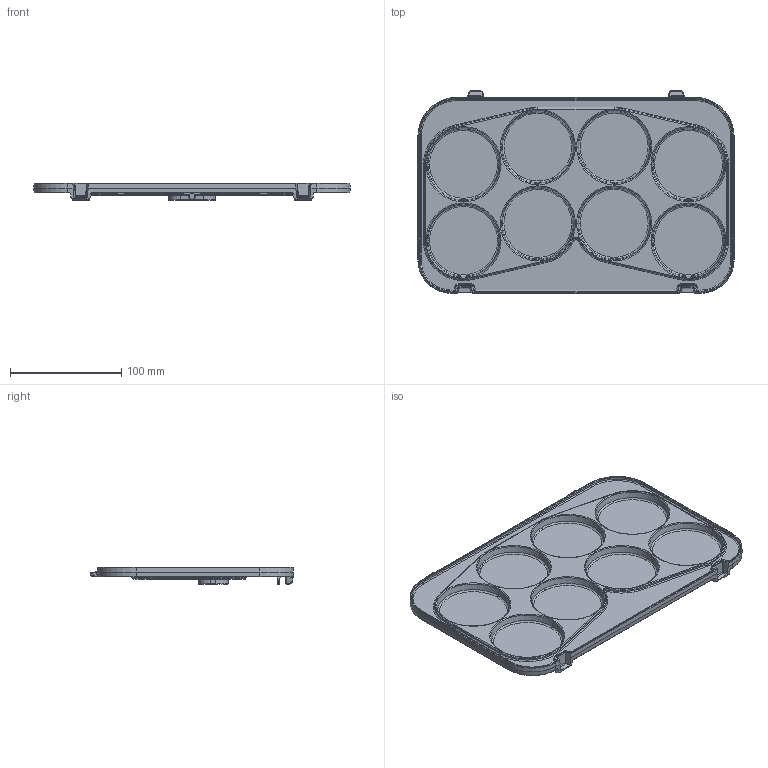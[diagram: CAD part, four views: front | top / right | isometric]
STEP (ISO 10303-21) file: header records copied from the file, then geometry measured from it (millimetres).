
FILE_DESCRIPTION((''),'2;1');
FILE_NAME('C266-25A-BAKEMEAT_UPPERPLATE','2019-04-26T',('tkl'),(''),'PRO/ENGINEER BY PARAMETRIC TECHNOLOGY CORPORATION, 2009440','PRO/ENGINEER BY PARAMETRIC TECHNOLOGY CORPORATION, 2009440','');
FILE_SCHEMA(('AUTOMOTIVE_DESIGN_CC2 { 1 2 10303 214 -1 1 5 2 }'));
Products named in the file (1): C266-25A-BAKEMEAT_UPPERPLATE
Bounding box: 284 x 181.93 x 16.1 mm (x, y, z)
Volume: 140759.6 mm3; surface area: 129559.6 mm2
Topology: 1 solids, 1 shells, 977 faces, 2238 edges, 1272 vertices
Faces by surface type: bspline 303, cylinder 252, torus 180, plane 134, cone 88, sphere 20
Entity records: 42438 total; most frequent: CARTESIAN_POINT 22255, ORIENTED_EDGE 4468, DIRECTION 3959, EDGE_CURVE 2234, AXIS2_PLACEMENT_3D 1661, VERTEX_POINT 1272, EDGE_LOOP 990, CIRCLE 987
